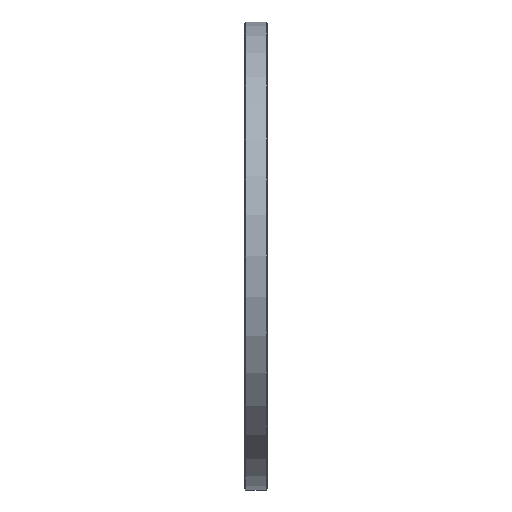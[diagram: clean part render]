
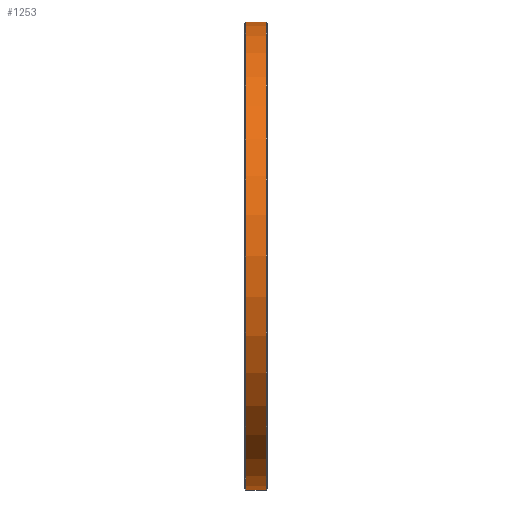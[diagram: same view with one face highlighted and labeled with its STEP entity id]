
A CAD part, front view. The second image highlights one B-rep face of the part: STEP entity #1253.
In plain terms, the highlighted cylindrical face has radius 167.5 mm (diameter 335 mm), a partial arc.
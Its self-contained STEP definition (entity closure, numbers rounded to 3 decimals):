
#17 = CARTESIAN_POINT ( 'NONE',  ( 149.376, 1.835, 0. ) ) ;
#36 = CARTESIAN_POINT ( 'NONE',  ( 149.376, 1.835, -167.5 ) ) ;
#77 = EDGE_CURVE ( 'NONE', #1405, #311, #392, .T. ) ;
#79 = CARTESIAN_POINT ( 'NONE',  ( 131.126, 1.835, -167.5 ) ) ;
#83 = DIRECTION ( 'NONE',  ( -1., 0., 0. ) ) ;
#125 = VERTEX_POINT ( 'NONE', #1239 ) ;
#141 = DIRECTION ( 'NONE',  ( 0., 0., 1. ) ) ;
#296 = AXIS2_PLACEMENT_3D ( 'NONE', #1096, #83, #321 ) ;
#297 = ORIENTED_EDGE ( 'NONE', *, *, #1099, .T. ) ;
#311 = VERTEX_POINT ( 'NONE', #522 ) ;
#321 = DIRECTION ( 'NONE',  ( 0., 0., 1. ) ) ;
#345 = CARTESIAN_POINT ( 'NONE',  ( 149.376, 1.835, 167.5 ) ) ;
#367 = VECTOR ( 'NONE', #775, 1000. ) ;
#392 = LINE ( 'NONE', #1031, #952 ) ;
#401 = LINE ( 'NONE', #79, #367 ) ;
#455 = CARTESIAN_POINT ( 'NONE',  ( 134.876, 1.835, 0. ) ) ;
#509 = FACE_OUTER_BOUND ( 'NONE', #945, .T. ) ;
#522 = CARTESIAN_POINT ( 'NONE',  ( 134.876, 1.835, 167.5 ) ) ;
#543 = AXIS2_PLACEMENT_3D ( 'NONE', #17, #826, #141 ) ;
#567 = DIRECTION ( 'NONE',  ( 0., 0., -1. ) ) ;
#710 = DIRECTION ( 'NONE',  ( -1., 0., 0. ) ) ;
#737 = VERTEX_POINT ( 'NONE', #36 ) ;
#775 = DIRECTION ( 'NONE',  ( -1., 0., 0. ) ) ;
#794 = EDGE_CURVE ( 'NONE', #737, #125, #401, .T. ) ;
#826 = DIRECTION ( 'NONE',  ( -1., 0., 0. ) ) ;
#833 = CIRCLE ( 'NONE', #1091, 167.5 ) ;
#945 = EDGE_LOOP ( 'NONE', ( #1053, #297, #1394, #981 ) ) ;
#952 = VECTOR ( 'NONE', #710, 1000. ) ;
#961 = EDGE_CURVE ( 'NONE', #311, #125, #833, .T. ) ;
#981 = ORIENTED_EDGE ( 'NONE', *, *, #961, .T. ) ;
#1022 = CYLINDRICAL_SURFACE ( 'NONE', #296, 167.5 ) ;
#1031 = CARTESIAN_POINT ( 'NONE',  ( 131.126, 1.835, 167.5 ) ) ;
#1053 = ORIENTED_EDGE ( 'NONE', *, *, #794, .F. ) ;
#1091 = AXIS2_PLACEMENT_3D ( 'NONE', #455, #1223, #567 ) ;
#1096 = CARTESIAN_POINT ( 'NONE',  ( 131.126, 1.835, 0. ) ) ;
#1099 = EDGE_CURVE ( 'NONE', #737, #1405, #1221, .T. ) ;
#1221 = CIRCLE ( 'NONE', #543, 167.5 ) ;
#1223 = DIRECTION ( 'NONE',  ( 1., 0., 0. ) ) ;
#1239 = CARTESIAN_POINT ( 'NONE',  ( 134.876, 1.835, -167.5 ) ) ;
#1253 = ADVANCED_FACE ( 'NONE', ( #509 ), #1022, .T. ) ;
#1394 = ORIENTED_EDGE ( 'NONE', *, *, #77, .T. ) ;
#1405 = VERTEX_POINT ( 'NONE', #345 ) ;
